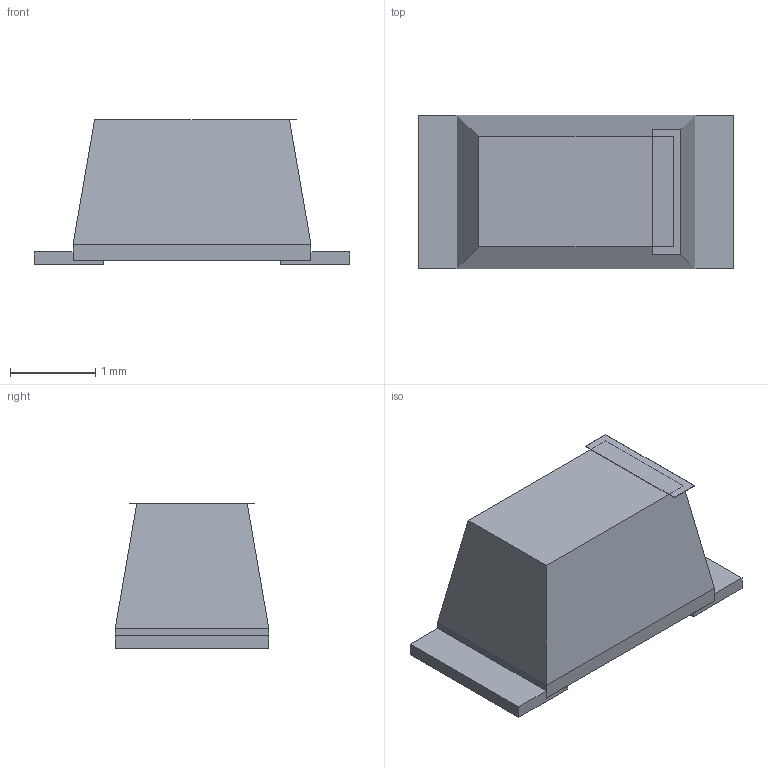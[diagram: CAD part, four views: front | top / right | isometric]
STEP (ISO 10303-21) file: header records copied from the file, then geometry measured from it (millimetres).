
FILE_DESCRIPTION(('STEP AP214'),'1');
FILE_NAME('CGRKM','2019-04-15T01:34:03',(''),(''),'','','');
FILE_SCHEMA(('AUTOMOTIVE_DESIGN'));
Length unit declared in the file: millimetre
Products named in the file (1): product
Bounding box: 3.71 x 1.8 x 1.71 mm (x, y, z)
Surface area: 30.2 mm2 (no closed solid volume)
Topology: 0 solids, 32 shells, 32 faces, 136 edges, 136 vertices
Faces by surface type: plane 32
Entity records: 1571 total; most frequent: CARTESIAN_POINT 305, VERTEX_POINT 272, DIRECTION 202, ORIENTED_EDGE 136, EDGE_CURVE 136, LINE 136, VECTOR 136, AXIS2_PLACEMENT_3D 33
